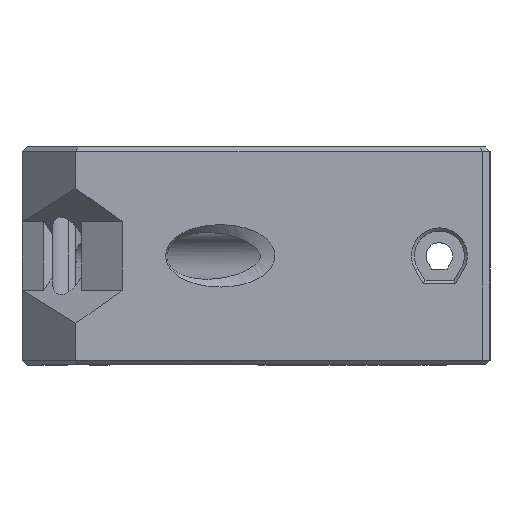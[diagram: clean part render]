
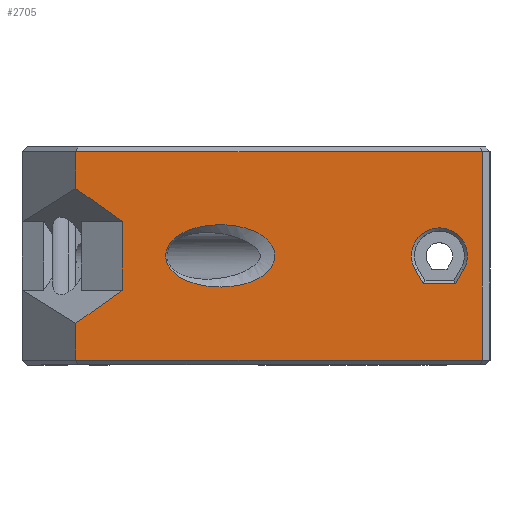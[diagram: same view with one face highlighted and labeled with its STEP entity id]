
A CAD part, top view. The second image highlights one B-rep face of the part: STEP entity #2705.
In plain terms, the highlighted planar face has unit normal (0, 0, 1).
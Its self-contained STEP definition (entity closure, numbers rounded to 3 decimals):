
#22=FACE_BOUND('',#460,.T.);
#23=FACE_BOUND('',#461,.T.);
#38=B_SPLINE_CURVE_WITH_KNOTS('',3,(#5061,#5062,#5063,#5064,#5065,#5066,
#5067,#5068,#5069,#5070,#5071,#5072,#5073,#5074,#5075,#5076,#5077,#5078,
#5079),.UNSPECIFIED.,.T.,.F.,(4,1,1,1,1,1,1,1,1,1,1,1,1,1,1,1,4),(0.,0.224,
0.449,0.898,1.795,2.244,2.693,
2.992,3.291,3.441,3.59,4.189,
4.488,5.386,5.834,6.059,6.283),
 .UNSPECIFIED.);
#125=CIRCLE('',#2832,3.6);
#290=FACE_OUTER_BOUND('',#459,.T.);
#459=EDGE_LOOP('',(#2216,#2217,#2218,#2219,#2220,#2221,#2222,#2223));
#460=EDGE_LOOP('',(#2224,#2225,#2226,#2227));
#461=EDGE_LOOP('',(#2228));
#600=LINE('',#4135,#889);
#606=LINE('',#4146,#895);
#608=LINE('',#4154,#897);
#637=LINE('',#4674,#926);
#643=LINE('',#4692,#932);
#647=LINE('',#4703,#936);
#656=LINE('',#4728,#945);
#659=LINE('',#4734,#948);
#688=LINE('',#4877,#977);
#701=LINE('',#4903,#990);
#728=LINE('',#5081,#1017);
#889=VECTOR('',#3185,10.);
#895=VECTOR('',#3193,10.);
#897=VECTOR('',#3203,10.);
#926=VECTOR('',#3272,10.);
#932=VECTOR('',#3288,10.);
#936=VECTOR('',#3296,10.);
#945=VECTOR('',#3323,10.);
#948=VECTOR('',#3328,10.);
#977=VECTOR('',#3415,10.);
#990=VECTOR('',#3444,10.);
#1017=VECTOR('',#3511,10.);
#1187=VERTEX_POINT('',#4133);
#1188=VERTEX_POINT('',#4134);
#1192=VERTEX_POINT('',#4144);
#1194=VERTEX_POINT('',#4149);
#1210=VERTEX_POINT('',#4652);
#1212=VERTEX_POINT('',#4662);
#1219=VERTEX_POINT('',#4689);
#1220=VERTEX_POINT('',#4691);
#1224=VERTEX_POINT('',#4700);
#1225=VERTEX_POINT('',#4702);
#1234=VERTEX_POINT('',#4731);
#1261=VERTEX_POINT('',#4874);
#1280=VERTEX_POINT('',#5059);
#1440=EDGE_CURVE('',#1187,#1188,#600,.T.);
#1446=EDGE_CURVE('',#1192,#1187,#606,.T.);
#1448=EDGE_CURVE('',#1194,#1192,#125,.T.);
#1450=EDGE_CURVE('',#1188,#1194,#608,.T.);
#1488=EDGE_CURVE('',#1212,#1210,#637,.T.);
#1496=EDGE_CURVE('',#1219,#1220,#643,.T.);
#1501=EDGE_CURVE('',#1225,#1224,#647,.T.);
#1514=EDGE_CURVE('',#1220,#1224,#656,.T.);
#1517=EDGE_CURVE('',#1234,#1225,#659,.T.);
#1561=EDGE_CURVE('',#1261,#1219,#688,.T.);
#1575=EDGE_CURVE('',#1212,#1261,#701,.T.);
#1606=EDGE_CURVE('',#1280,#1280,#38,.T.);
#1607=EDGE_CURVE('',#1234,#1210,#728,.T.);
#2216=ORIENTED_EDGE('',*,*,#1607,.F.);
#2217=ORIENTED_EDGE('',*,*,#1517,.T.);
#2218=ORIENTED_EDGE('',*,*,#1501,.T.);
#2219=ORIENTED_EDGE('',*,*,#1514,.F.);
#2220=ORIENTED_EDGE('',*,*,#1496,.F.);
#2221=ORIENTED_EDGE('',*,*,#1561,.F.);
#2222=ORIENTED_EDGE('',*,*,#1575,.F.);
#2223=ORIENTED_EDGE('',*,*,#1488,.T.);
#2224=ORIENTED_EDGE('',*,*,#1440,.F.);
#2225=ORIENTED_EDGE('',*,*,#1446,.F.);
#2226=ORIENTED_EDGE('',*,*,#1448,.F.);
#2227=ORIENTED_EDGE('',*,*,#1450,.F.);
#2228=ORIENTED_EDGE('',*,*,#1606,.F.);
#2580=PLANE('',#2929);
#2705=ADVANCED_FACE('',(#290,#22,#23),#2580,.T.);
#2832=AXIS2_PLACEMENT_3D('',#4151,#3197,#3198);
#2929=AXIS2_PLACEMENT_3D('',#5082,#3512,#3513);
#3185=DIRECTION('',(1.,0.,0.));
#3193=DIRECTION('',(0.5,-0.866,0.));
#3197=DIRECTION('center_axis',(0.,0.,
1.));
#3198=DIRECTION('ref_axis',(-0.866,0.5,0.));
#3203=DIRECTION('',(0.5,0.866,0.));
#3272=DIRECTION('',(0.,1.,0.));
#3288=DIRECTION('',(0.814,0.581,0.));
#3296=DIRECTION('',(0.814,-0.581,0.));
#3323=DIRECTION('',(0.,1.,0.));
#3328=DIRECTION('',(0.,-1.,0.));
#3415=DIRECTION('',(0.,1.,0.));
#3444=DIRECTION('',(-1.,0.,0.));
#3511=DIRECTION('',(1.,0.,0.));
#3512=DIRECTION('center_axis',(0.,0.,
1.));
#3513=DIRECTION('ref_axis',(1.,0.,0.));
#4133=CARTESIAN_POINT('',(-7.578,10.4,-0.6));
#4134=CARTESIAN_POINT('',(-3.422,10.4,-0.6));
#4135=CARTESIAN_POINT('',(-28.826,10.4,-0.6));
#4144=CARTESIAN_POINT('',(-8.618,12.2,-0.6));
#4146=CARTESIAN_POINT('',(-11.187,16.651,-0.6));
#4149=CARTESIAN_POINT('',(-2.382,12.2,-0.6));
#4151=CARTESIAN_POINT('Origin',(-5.5,14.,-0.6));
#4154=CARTESIAN_POINT('',(-11.476,-3.551,-0.6));
#4652=CARTESIAN_POINT('',(0.,27.4,-0.6));
#4662=CARTESIAN_POINT('',(0.,0.6,-0.6));
#4674=CARTESIAN_POINT('',(0.,21.,-0.6));
#4689=CARTESIAN_POINT('',(-52.18,5.333,-0.6));
#4691=CARTESIAN_POINT('',(-46.208,9.598,-0.6));
#4692=CARTESIAN_POINT('',(-48.705,7.815,-0.6));
#4700=CARTESIAN_POINT('',(-46.208,18.402,-0.6));
#4702=CARTESIAN_POINT('',(-52.18,22.667,-0.6));
#4703=CARTESIAN_POINT('',(-48.705,20.185,-0.6));
#4728=CARTESIAN_POINT('',(-46.208,7.,-0.6));
#4731=CARTESIAN_POINT('',(-52.18,27.4,-0.6));
#4734=CARTESIAN_POINT('',(-52.18,0.,-0.6));
#4874=CARTESIAN_POINT('',(-52.18,0.6,-0.6));
#4877=CARTESIAN_POINT('',(-52.18,28.,-0.6));
#4903=CARTESIAN_POINT('',(-42.25,0.6,-0.6));
#5059=CARTESIAN_POINT('',(-40.636,14.,-0.6));
#5061=CARTESIAN_POINT('Ctrl Pts',(-40.636,14.,-0.6));
#5062=CARTESIAN_POINT('Ctrl Pts',(-40.636,13.626,-0.6));
#5063=CARTESIAN_POINT('Ctrl Pts',(-40.461,12.882,-0.6));
#5064=CARTESIAN_POINT('Ctrl Pts',(-39.583,11.672,-0.6));
#5065=CARTESIAN_POINT('Ctrl Pts',(-37.174,10.204,-0.6));
#5066=CARTESIAN_POINT('Ctrl Pts',(-33.066,9.748,-0.6));
#5067=CARTESIAN_POINT('Ctrl Pts',(-29.411,10.629,-0.6));
#5068=CARTESIAN_POINT('Ctrl Pts',(-27.579,11.735,-0.6));
#5069=CARTESIAN_POINT('Ctrl Pts',(-26.61,13.212,-0.6));
#5070=CARTESIAN_POINT('Ctrl Pts',(-26.6,14.524,-0.6));
#5071=CARTESIAN_POINT('Ctrl Pts',(-27.027,15.425,-0.6));
#5072=CARTESIAN_POINT('Ctrl Pts',(-27.955,16.591,-0.6));
#5073=CARTESIAN_POINT('Ctrl Pts',(-29.702,17.481,-0.6));
#5074=CARTESIAN_POINT('Ctrl Pts',(-33.406,18.213,-0.6));
#5075=CARTESIAN_POINT('Ctrl Pts',(-37.176,17.797,-0.6));
#5076=CARTESIAN_POINT('Ctrl Pts',(-39.583,16.328,-0.6));
#5077=CARTESIAN_POINT('Ctrl Pts',(-40.461,15.118,-0.6));
#5078=CARTESIAN_POINT('Ctrl Pts',(-40.636,14.374,-0.6));
#5079=CARTESIAN_POINT('Ctrl Pts',(-40.636,14.,-0.6));
#5081=CARTESIAN_POINT('',(-42.25,27.4,-0.6));
#5082=CARTESIAN_POINT('Origin',(-54.,0.,
-0.6));
